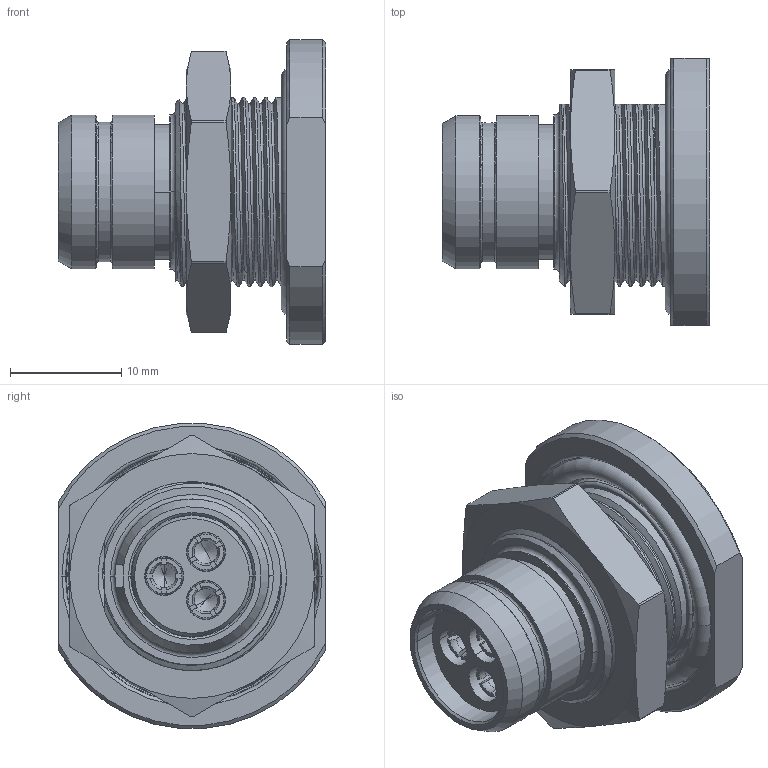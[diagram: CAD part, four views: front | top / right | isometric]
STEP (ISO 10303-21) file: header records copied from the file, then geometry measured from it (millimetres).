
FILE_DESCRIPTION((''),'2;1');
FILE_NAME('1332EV103FZ','2024-07-24T10:48:47',('paultorloting'),('NET AG system integration'),'CREO PARAMETRIC BY PTC INC, 2021404','CREO PARAMETRIC BY PTC INC, 2021404','');
FILE_SCHEMA(('AUTOMOTIVE_DESIGN { 1 0 10303 214 1 1 1 1 }'));
Length unit declared in the file: millimetre
Products named in the file (1): 1332EV103FZ
Bounding box: 24 x 24 x 27.41 mm (x, y, z)
Volume: 5021.3 mm3; surface area: 5966.1 mm2
Topology: 1 solids, 1 shells, 462 faces, 1248 edges, 805 vertices
Faces by surface type: plane 222, cylinder 107, cone 54, torus 41, bspline 38
Entity records: 23793 total; most frequent: CARTESIAN_POINT 9840, ORIENTED_EDGE 2472, DIRECTION 2191, EDGE_CURVE 1236, VERTEX_POINT 805, AXIS2_PLACEMENT_3D 780, VECTOR 628, LINE 628
